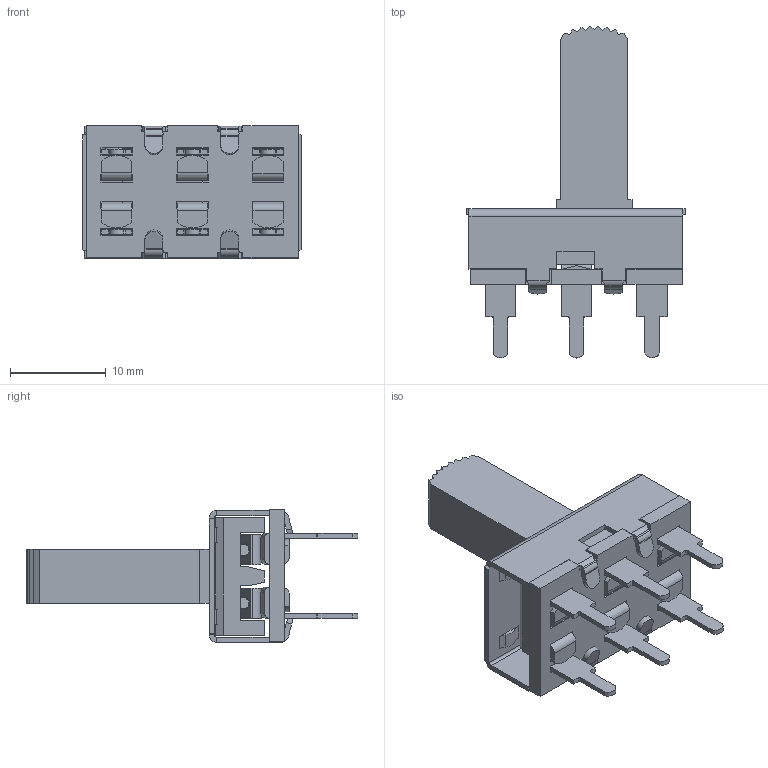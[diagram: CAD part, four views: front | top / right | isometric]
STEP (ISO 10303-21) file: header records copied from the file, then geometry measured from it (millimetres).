
FILE_DESCRIPTION((''),'2;1');
FILE_NAME('GF-626-0061_3D DRAWING.stp','2015-12-14T13:48:25',('dwiltbank'),(''),'Autodesk Inventor 2011','Autodesk Inventor 2011','');
FILE_SCHEMA(('AUTOMOTIVE_DESIGN { 1 0 10303 214 1 1 1 1 }'));
Length unit declared in the file: inch
Products named in the file (1): GF-626-0061_Shrinkwrap_2
Bounding box: 22.9 x 34.72 x 13.9 mm (x, y, z)
Surface area: 4493.7 mm2 (no closed solid volume)
Topology: 0 solids, 13 shells, 596 faces, 1602 edges, 1040 vertices
Faces by surface type: plane 418, cylinder 158, sphere 12, bspline 8
Full cylindrical faces by diameter (mm): 1.397 x4, 1.727 x4
Entity records: 19312 total; most frequent: CARTESIAN_POINT 3399, ORIENTED_EDGE 3188, DIRECTION 3104, EDGE_CURVE 1594, VECTOR 1230, LINE 1230, VERTEX_POINT 1040, AXIS2_PLACEMENT_3D 937
